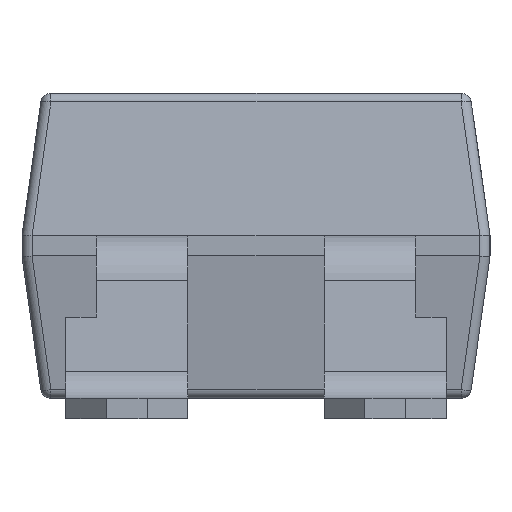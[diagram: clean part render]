
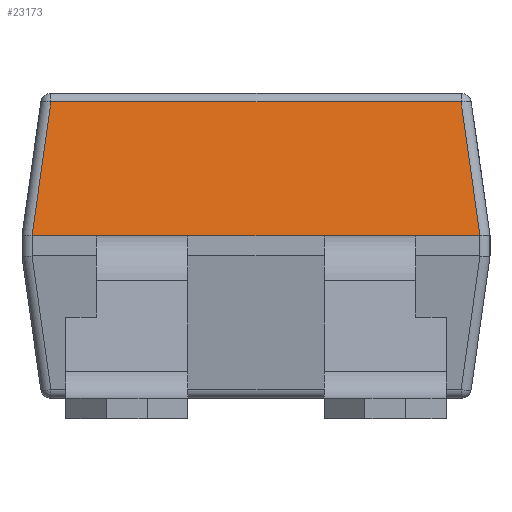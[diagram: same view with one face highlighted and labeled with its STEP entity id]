
A CAD part, front view. The second image highlights one B-rep face of the part: STEP entity #23173.
In plain terms, the highlighted planar face has unit normal (0, -0.99, 0.139).
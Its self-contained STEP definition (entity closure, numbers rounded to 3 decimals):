
#249 = VERTEX_POINT ( 'NONE', #2445 ) ;
#326 = ORIENTED_EDGE ( 'NONE', *, *, #20506, .T. ) ;
#702 = ORIENTED_EDGE ( 'NONE', *, *, #2154, .F. ) ;
#794 = DIRECTION ( 'NONE',  ( -0.138, 0.138, 0.981 ) ) ;
#862 = CARTESIAN_POINT ( 'NONE',  ( -2.2, -3.3, 1.8 ) ) ;
#933 = DIRECTION ( 'NONE',  ( -1., 0., 0. ) ) ;
#1019 = LINE ( 'NONE', #8589, #16805 ) ;
#1298 = VECTOR ( 'NONE', #23251, 1000. ) ;
#1426 =( BOUNDED_CURVE ( )  B_SPLINE_CURVE ( 3, ( #2718, #10162, #8313, #23615 ),
 .UNSPECIFIED., .F., .F. ) 
 B_SPLINE_CURVE_WITH_KNOTS ( ( 4, 4 ),
 ( 3.142, 3.151 ),
 .UNSPECIFIED. ) 
 CURVE ( )  GEOMETRIC_REPRESENTATION_ITEM ( )  RATIONAL_B_SPLINE_CURVE ( ( 1., 1., 1., 1. ) ) 
 REPRESENTATION_ITEM ( '' )  );
#1640 = CARTESIAN_POINT ( 'NONE',  ( 1.57, -3.3, 1.8 ) ) ;
#2009 = CARTESIAN_POINT ( 'NONE',  ( 2.2, -3.3, 1.8 ) ) ;
#2154 = EDGE_CURVE ( 'NONE', #22011, #18914, #23817, .T. ) ;
#2250 = DIRECTION ( 'NONE',  ( -1., 0., 0. ) ) ;
#2445 = CARTESIAN_POINT ( 'NONE',  ( 2.016, -3.115, 3.114 ) ) ;
#2471 = EDGE_CURVE ( 'NONE', #18914, #23821, #10459, .T. ) ;
#2718 = CARTESIAN_POINT ( 'NONE',  ( 2.2, -3.3, 1.8 ) ) ;
#3006 = CARTESIAN_POINT ( 'NONE',  ( 2.201, -3.3, 1.8 ) ) ;
#4088 = LINE ( 'NONE', #11640, #1298 ) ;
#4158 = FACE_OUTER_BOUND ( 'NONE', #22652, .T. ) ;
#4620 = LINE ( 'NONE', #17664, #23907 ) ;
#5797 = CARTESIAN_POINT ( 'NONE',  ( -1.57, -3.3, 1.8 ) ) ;
#5970 = CARTESIAN_POINT ( 'NONE',  ( -2.3, -3.3, 1.8 ) ) ;
#6496 =( BOUNDED_CURVE ( )  B_SPLINE_CURVE ( 3, ( #21591, #10029, #862, #8432 ),
 .UNSPECIFIED., .F., .T. ) 
 B_SPLINE_CURVE_WITH_KNOTS ( ( 4, 4 ),
 ( 3.132, 3.142 ),
 .UNSPECIFIED. ) 
 CURVE ( )  GEOMETRIC_REPRESENTATION_ITEM ( )  RATIONAL_B_SPLINE_CURVE ( ( 1., 1., 1., 1. ) ) 
 REPRESENTATION_ITEM ( '' )  );
#6964 = DIRECTION ( 'NONE',  ( -1., 0., 0. ) ) ;
#7166 = VERTEX_POINT ( 'NONE', #13812 ) ;
#8313 = CARTESIAN_POINT ( 'NONE',  ( 2.201, -3.3, 1.8 ) ) ;
#8338 = VECTOR ( 'NONE', #19127, 1000. ) ;
#8432 = CARTESIAN_POINT ( 'NONE',  ( -2.2, -3.3, 1.8 ) ) ;
#8505 = EDGE_CURVE ( 'NONE', #13618, #249, #4620, .T. ) ;
#8534 = DIRECTION ( 'NONE',  ( -1., 0., 0. ) ) ;
#8589 = CARTESIAN_POINT ( 'NONE',  ( -2.3, -3.3, 1.8 ) ) ;
#9050 = CARTESIAN_POINT ( 'NONE',  ( 0.67, -3.3, 1.8 ) ) ;
#9105 = ORIENTED_EDGE ( 'NONE', *, *, #19902, .T. ) ;
#9611 = ORIENTED_EDGE ( 'NONE', *, *, #18465, .F. ) ;
#9743 = PLANE ( 'NONE',  #22219 ) ;
#10029 = CARTESIAN_POINT ( 'NONE',  ( -2.201, -3.3, 1.8 ) ) ;
#10162 = CARTESIAN_POINT ( 'NONE',  ( 2.2, -3.3, 1.8 ) ) ;
#10459 = LINE ( 'NONE', #14092, #14841 ) ;
#11622 = DIRECTION ( 'NONE',  ( -0.138, -0.138, -0.981 ) ) ;
#11640 = CARTESIAN_POINT ( 'NONE',  ( -2.103, -3.115, 3.114 ) ) ;
#12083 = VECTOR ( 'NONE', #2250, 1000. ) ;
#12599 = ORIENTED_EDGE ( 'NONE', *, *, #2471, .F. ) ;
#13155 = CARTESIAN_POINT ( 'NONE',  ( -0.67, -3.3, 1.8 ) ) ;
#13240 = ORIENTED_EDGE ( 'NONE', *, *, #23631, .F. ) ;
#13618 = VERTEX_POINT ( 'NONE', #3006 ) ;
#13812 = CARTESIAN_POINT ( 'NONE',  ( -2.2, -3.3, 1.8 ) ) ;
#13865 = ORIENTED_EDGE ( 'NONE', *, *, #21430, .T. ) ;
#14092 = CARTESIAN_POINT ( 'NONE',  ( 1.87, -3.3, 1.8 ) ) ;
#14481 = CARTESIAN_POINT ( 'NONE',  ( -2.3, -3.3, 1.8 ) ) ;
#14841 = VECTOR ( 'NONE', #933, 1000. ) ;
#15245 = VECTOR ( 'NONE', #8534, 1000. ) ;
#15255 = CARTESIAN_POINT ( 'NONE',  ( -2.016, -3.115, 3.114 ) ) ;
#15266 = LINE ( 'NONE', #20965, #8338 ) ;
#15793 = VECTOR ( 'NONE', #11622, 1000. ) ;
#16168 = EDGE_CURVE ( 'NONE', #249, #20442, #4088, .T. ) ;
#16219 = ORIENTED_EDGE ( 'NONE', *, *, #8505, .T. ) ;
#16803 = ORIENTED_EDGE ( 'NONE', *, *, #16168, .T. ) ;
#16805 = VECTOR ( 'NONE', #6964, 1000. ) ;
#17437 = CARTESIAN_POINT ( 'NONE',  ( 0., -3.103, 3.2 ) ) ;
#17597 = LINE ( 'NONE', #21321, #15793 ) ;
#17603 = VERTEX_POINT ( 'NONE', #13155 ) ;
#17664 = CARTESIAN_POINT ( 'NONE',  ( 1.966, -3.065, 3.471 ) ) ;
#17683 = DIRECTION ( 'NONE',  ( -1., 0., 0. ) ) ;
#18465 = EDGE_CURVE ( 'NONE', #23821, #17603, #1019, .T. ) ;
#18653 = CARTESIAN_POINT ( 'NONE',  ( -2.201, -3.3, 1.8 ) ) ;
#18891 = LINE ( 'NONE', #5970, #12083 ) ;
#18914 = VERTEX_POINT ( 'NONE', #1640 ) ;
#19045 = EDGE_CURVE ( 'NONE', #19531, #7166, #18891, .T. ) ;
#19127 = DIRECTION ( 'NONE',  ( -1., 0., 0. ) ) ;
#19531 = VERTEX_POINT ( 'NONE', #5797 ) ;
#19902 = EDGE_CURVE ( 'NONE', #23291, #7166, #6496, .T. ) ;
#20442 = VERTEX_POINT ( 'NONE', #15255 ) ;
#20506 = EDGE_CURVE ( 'NONE', #22011, #13618, #1426, .T. ) ;
#20965 = CARTESIAN_POINT ( 'NONE',  ( -1.87, -3.3, 1.8 ) ) ;
#21321 = CARTESIAN_POINT ( 'NONE',  ( -1.966, -3.065, 3.471 ) ) ;
#21430 = EDGE_CURVE ( 'NONE', #20442, #23291, #17597, .T. ) ;
#21591 = CARTESIAN_POINT ( 'NONE',  ( -2.201, -3.3, 1.8 ) ) ;
#22011 = VERTEX_POINT ( 'NONE', #2009 ) ;
#22219 = AXIS2_PLACEMENT_3D ( 'NONE', #17437, #23196, #17683 ) ;
#22652 = EDGE_LOOP ( 'NONE', ( #702, #326, #16219, #16803, #13865, #9105, #23562, #13240, #9611, #12599 ) ) ;
#23173 = ADVANCED_FACE ( 'NONE', ( #4158 ), #9743, .T. ) ;
#23196 = DIRECTION ( 'NONE',  ( 0., -0.99, 0.139 ) ) ;
#23251 = DIRECTION ( 'NONE',  ( -1., 0., 0. ) ) ;
#23291 = VERTEX_POINT ( 'NONE', #18653 ) ;
#23562 = ORIENTED_EDGE ( 'NONE', *, *, #19045, .F. ) ;
#23615 = CARTESIAN_POINT ( 'NONE',  ( 2.201, -3.3, 1.8 ) ) ;
#23631 = EDGE_CURVE ( 'NONE', #17603, #19531, #15266, .T. ) ;
#23817 = LINE ( 'NONE', #14481, #15245 ) ;
#23821 = VERTEX_POINT ( 'NONE', #9050 ) ;
#23907 = VECTOR ( 'NONE', #794, 1000. ) ;
